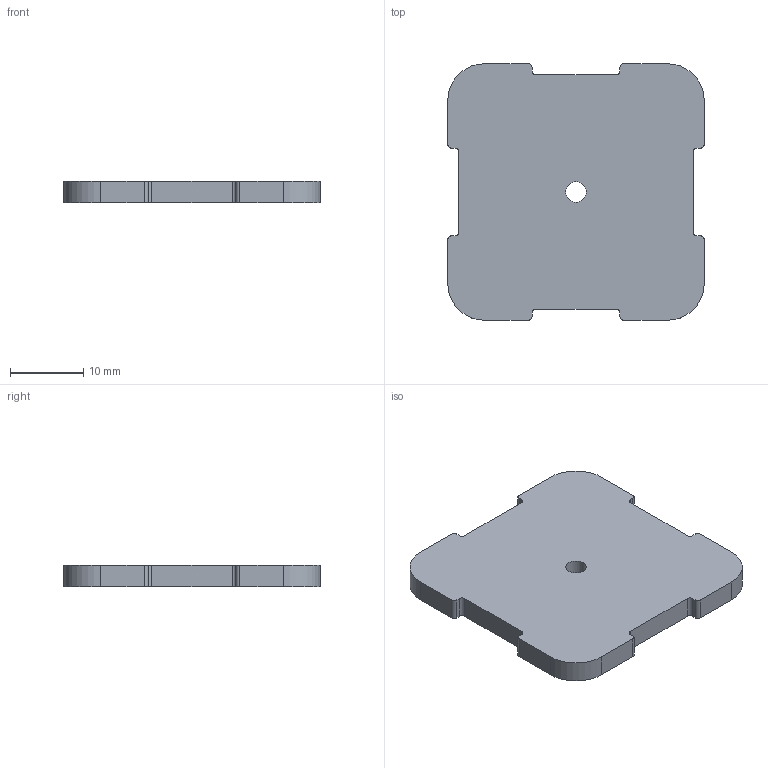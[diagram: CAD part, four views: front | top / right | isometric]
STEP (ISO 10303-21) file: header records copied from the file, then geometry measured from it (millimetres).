
FILE_DESCRIPTION(/* description */ (''),/* implementation_level */ '2;1');
FILE_NAME(/* name */ 'Forward Endcap Outer.stp',/* time_stamp */ '2015-01-16T15:52:20-08:00',/* author */ ('Evil Brian'),/* organization */ (''),/* preprocessor_version */ 'ST-DEVELOPER v15.6',/* originating_system */ 'Autodesk Inventor 2015',/* authorisation */ '');
FILE_SCHEMA (('AUTOMOTIVE_DESIGN { 1 0 10303 214 3 1 1 }'));
Length unit declared in the file: millimetre
Products named in the file (1): Forward Endcap Outer
Bounding box: 35 x 35 x 3 mm (x, y, z)
Volume: 3376.1 mm3; surface area: 2697.1 mm2
Topology: 1 solids, 1 shells, 43 faces, 123 edges, 82 vertices
Faces by surface type: plane 22, cylinder 21
Full cylindrical faces by diameter (mm): 2.8 x1
Entity records: 1442 total; most frequent: DIRECTION 252, CARTESIAN_POINT 248, ORIENTED_EDGE 244, EDGE_CURVE 122, AXIS2_PLACEMENT_3D 86, VERTEX_POINT 82, LINE 80, VECTOR 80
